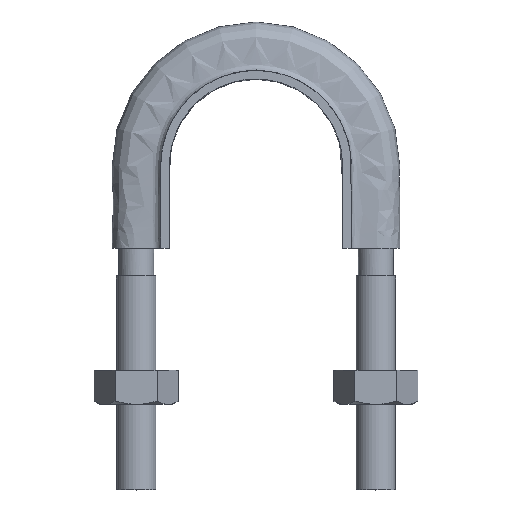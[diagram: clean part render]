
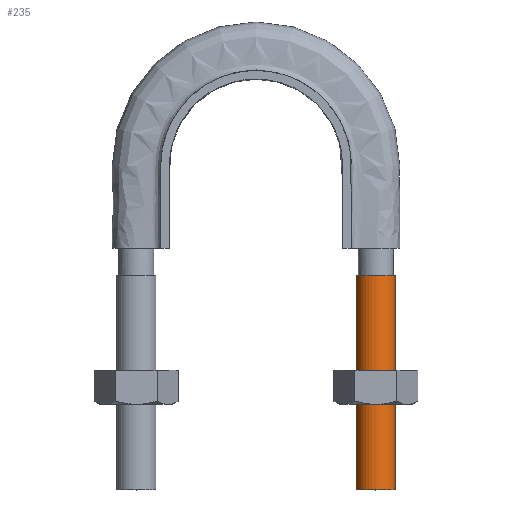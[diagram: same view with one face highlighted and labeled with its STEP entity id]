
A CAD part, top view. The second image highlights one B-rep face of the part: STEP entity #235.
In plain terms, the highlighted cylindrical face has radius 4.6 mm (diameter 9.2 mm), a full revolution.
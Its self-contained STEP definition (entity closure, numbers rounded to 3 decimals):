
#235 = ADVANCED_FACE( '', ( #330, #331 ), #332, .T. );
#330 = FACE_OUTER_BOUND( '', #1173, .T. );
#331 = FACE_OUTER_BOUND( '', #1174, .T. );
#332 = CYLINDRICAL_SURFACE( '', #1175, 4.6 );
#1173 = EDGE_LOOP( '', ( #1430 ) );
#1174 = EDGE_LOOP( '', ( #1431 ) );
#1175 = AXIS2_PLACEMENT_3D( '', #1432, #1433, #1434 );
#1430 = ORIENTED_EDGE( '', *, *, #1881, .T. );
#1431 = ORIENTED_EDGE( '', *, *, #1882, .F. );
#1432 = CARTESIAN_POINT( '', ( 28., 50., 0. ) );
#1433 = DIRECTION( '', ( 0., 1., 0. ) );
#1434 = DIRECTION( '', ( -1., 0., 0. ) );
#1881 = EDGE_CURVE( '', #2055, #2055, #2056, .T. );
#1882 = EDGE_CURVE( '', #2057, #2057, #2058, .T. );
#2055 = VERTEX_POINT( '', #2521 );
#2056 = CIRCLE( '', #2522, 4.6 );
#2057 = VERTEX_POINT( '', #2523 );
#2058 = CIRCLE( '', #2524, 4.6 );
#2521 = CARTESIAN_POINT( '', ( 23.4, 50., 0. ) );
#2522 = AXIS2_PLACEMENT_3D( '', #2927, #2928, #2929 );
#2523 = CARTESIAN_POINT( '', ( 23.4, 0., 0. ) );
#2524 = AXIS2_PLACEMENT_3D( '', #2930, #2931, #2932 );
#2927 = CARTESIAN_POINT( '', ( 28., 50., 0. ) );
#2928 = DIRECTION( '', ( 0., -1., 0. ) );
#2929 = DIRECTION( '', ( -1., 0., 0. ) );
#2930 = CARTESIAN_POINT( '', ( 28., 0., 0. ) );
#2931 = DIRECTION( '', ( 0., -1., 0. ) );
#2932 = DIRECTION( '', ( -1., 0., 0. ) );
